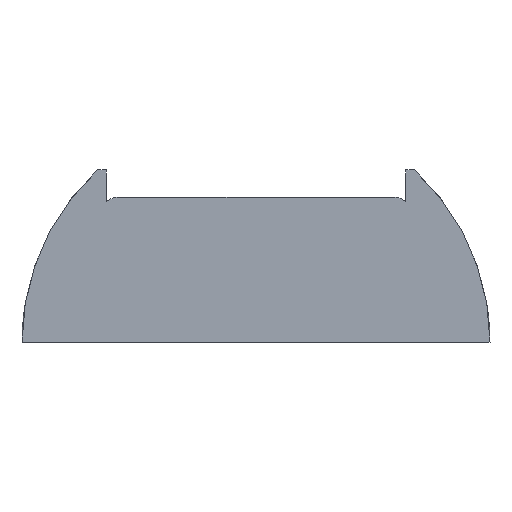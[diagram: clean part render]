
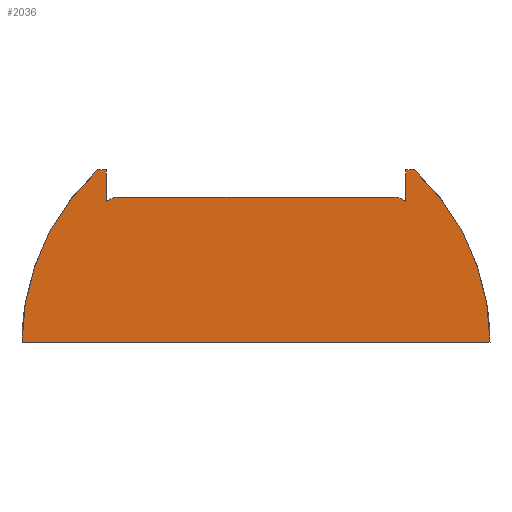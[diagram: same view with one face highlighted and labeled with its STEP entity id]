
A CAD part, front view. The second image highlights one B-rep face of the part: STEP entity #2036.
In plain terms, the highlighted planar face has unit normal (0, -1, 0).
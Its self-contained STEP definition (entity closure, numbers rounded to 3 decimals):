
#188=FACE_OUTER_BOUND('',#300,.T.);
#300=EDGE_LOOP('',(#1870,#1871,#1872,#1873,#1874,#1875,#1876,#1877,#1878,
#1879));
#382=LINE('',#3156,#578);
#385=LINE('',#3162,#581);
#425=LINE('',#3292,#621);
#492=LINE('',#3584,#688);
#494=LINE('',#3588,#690);
#496=LINE('',#3594,#692);
#578=VECTOR('',#2457,10.);
#581=VECTOR('',#2462,10.);
#621=VECTOR('',#2576,10.);
#688=VECTOR('',#2785,10.);
#690=VECTOR('',#2789,10.);
#692=VECTOR('',#2797,10.);
#730=CIRCLE('',#2115,25.825);
#734=CIRCLE('',#2124,2.);
#778=CIRCLE('',#2233,25.825);
#779=CIRCLE('',#2236,2.);
#873=VERTEX_POINT('',#3053);
#874=VERTEX_POINT('',#3055);
#884=VERTEX_POINT('',#3153);
#885=VERTEX_POINT('',#3155);
#886=VERTEX_POINT('',#3159);
#887=VERTEX_POINT('',#3161);
#888=VERTEX_POINT('',#3165);
#928=VERTEX_POINT('',#3291);
#981=VERTEX_POINT('',#3586);
#982=VERTEX_POINT('',#3590);
#1093=EDGE_CURVE('',#874,#873,#730,.T.);
#1109=EDGE_CURVE('',#884,#885,#382,.T.);
#1112=EDGE_CURVE('',#887,#886,#385,.T.);
#1114=EDGE_CURVE('',#887,#888,#734,.T.);
#1173=EDGE_CURVE('',#928,#888,#425,.T.);
#1275=EDGE_CURVE('',#873,#885,#492,.T.);
#1277=EDGE_CURVE('',#874,#981,#494,.T.);
#1278=EDGE_CURVE('',#982,#981,#778,.T.);
#1280=EDGE_CURVE('',#886,#982,#496,.T.);
#1281=EDGE_CURVE('',#928,#884,#779,.T.);
#1870=ORIENTED_EDGE('',*,*,#1109,.F.);
#1871=ORIENTED_EDGE('',*,*,#1281,.F.);
#1872=ORIENTED_EDGE('',*,*,#1173,.T.);
#1873=ORIENTED_EDGE('',*,*,#1114,.F.);
#1874=ORIENTED_EDGE('',*,*,#1112,.T.);
#1875=ORIENTED_EDGE('',*,*,#1280,.T.);
#1876=ORIENTED_EDGE('',*,*,#1278,.T.);
#1877=ORIENTED_EDGE('',*,*,#1277,.F.);
#1878=ORIENTED_EDGE('',*,*,#1093,.T.);
#1879=ORIENTED_EDGE('',*,*,#1275,.T.);
#1935=PLANE('',#2237);
#2036=ADVANCED_FACE('',(#188),#1935,.T.);
#2115=AXIS2_PLACEMENT_3D('',#3056,#2433,#2434);
#2124=AXIS2_PLACEMENT_3D('',#3166,#2466,#2467);
#2233=AXIS2_PLACEMENT_3D('',#3591,#2792,#2793);
#2236=AXIS2_PLACEMENT_3D('',#3596,#2800,#2801);
#2237=AXIS2_PLACEMENT_3D('',#3597,#2802,#2803);
#2433=DIRECTION('center_axis',(0.,-1.,0.));
#2434=DIRECTION('ref_axis',(-1.,0.,0.));
#2457=DIRECTION('',(0.,0.,1.));
#2462=DIRECTION('',(0.,0.,1.));
#2466=DIRECTION('center_axis',(0.,1.,0.));
#2467=DIRECTION('ref_axis',(-0.565,0.,0.825));
#2576=DIRECTION('',(-1.,0.,0.));
#2785=DIRECTION('',(-1.,0.,0.));
#2789=DIRECTION('',(-1.,0.,0.));
#2792=DIRECTION('center_axis',(0.,-1.,0.));
#2793=DIRECTION('ref_axis',(-1.,0.,0.));
#2797=DIRECTION('',(-1.,0.,0.));
#2800=DIRECTION('center_axis',(0.,1.,0.));
#2801=DIRECTION('ref_axis',(0.568,0.,0.823));
#2802=DIRECTION('center_axis',(0.,-1.,0.));
#2803=DIRECTION('ref_axis',(0.,0.,
-1.));
#3053=CARTESIAN_POINT('',(17.491,-19.801,41.783));
#3055=CARTESIAN_POINT('',(25.825,-19.801,22.783));
#3056=CARTESIAN_POINT('Origin',(0.,-19.801,
22.783));
#3153=CARTESIAN_POINT('',(16.533,-19.801,38.262));
#3155=CARTESIAN_POINT('',(16.533,-19.801,41.783));
#3156=CARTESIAN_POINT('',(16.533,-19.801,41.783));
#3159=CARTESIAN_POINT('',(-16.5,-19.801,41.783));
#3161=CARTESIAN_POINT('',(-16.5,-19.801,38.271));
#3162=CARTESIAN_POINT('',(-16.5,-19.801,40.283));
#3165=CARTESIAN_POINT('',(-15.163,-19.801,38.783));
#3166=CARTESIAN_POINT('Origin',(-15.163,-19.801,36.783));
#3291=CARTESIAN_POINT('',(15.186,-19.801,38.783));
#3292=CARTESIAN_POINT('',(1.266,-19.801,38.783));
#3584=CARTESIAN_POINT('',(-3.75,-19.801,41.783));
#3586=CARTESIAN_POINT('',(-25.825,-19.801,22.783));
#3588=CARTESIAN_POINT('',(-14.,-19.801,22.783));
#3590=CARTESIAN_POINT('',(-17.491,-19.801,41.783));
#3591=CARTESIAN_POINT('Origin',(0.,-19.801,
22.783));
#3594=CARTESIAN_POINT('',(-15.745,-19.801,41.783));
#3596=CARTESIAN_POINT('Origin',(15.186,-19.801,36.783));
#3597=CARTESIAN_POINT('Origin',(-14.,-19.801,41.783));
